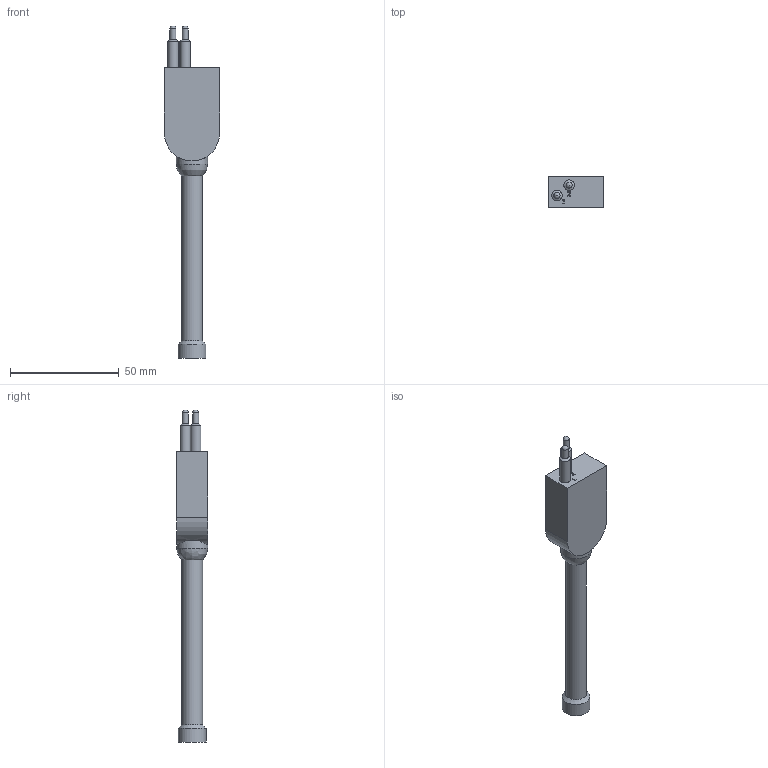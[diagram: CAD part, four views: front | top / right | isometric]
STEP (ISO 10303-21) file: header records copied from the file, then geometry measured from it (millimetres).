
FILE_DESCRIPTION(/* description */ (''),/* implementation_level */ '2;1');
FILE_NAME(/* name */ 'RSDC2M.stp',/* time_stamp */ '2015-10-06T08:50:37+02:00',/* author */ ('sh'),/* organization */ (''),/* preprocessor_version */ 'ST-DEVELOPER v15.2',/* originating_system */ 'Autodesk Inventor 2014',/* authorisation */ '');
FILE_SCHEMA (('AUTOMOTIVE_DESIGN { 1 0 10303 214 3 1 1 }'));
Length unit declared in the file: inch
Products named in the file (1): RSDC2M
Bounding box: 25.4 x 14.45 x 152.4 mm (x, y, z)
Volume: 22968.8 mm3; surface area: 8190.7 mm2
Topology: 4 solids, 4 shells, 167 faces, 424 edges, 280 vertices
Faces by surface type: plane 82, bspline 63, cylinder 15, cone 7
Full cylindrical faces by diameter (mm): 1.587 x2, 2.299 x2, 2.779 x2, 2.794 x2, 4.826 x2, 9.525 x1, 12.7 x1, 14.275 x1
Entity records: 7741 total; most frequent: CARTESIAN_POINT 4159, ORIENTED_EDGE 798, DIRECTION 519, EDGE_CURVE 399, VERTEX_POINT 276, LINE 235, VECTOR 235, EDGE_LOOP 203
